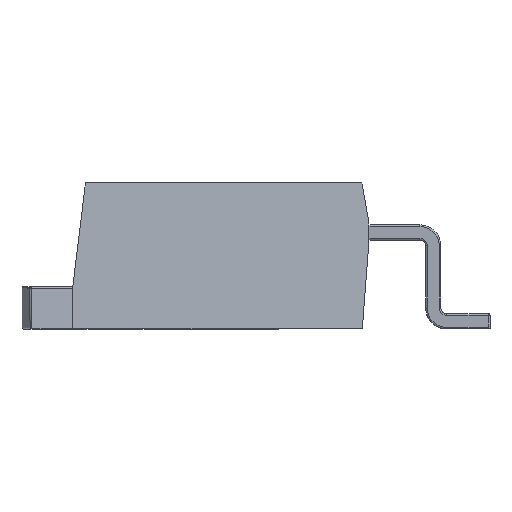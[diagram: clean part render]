
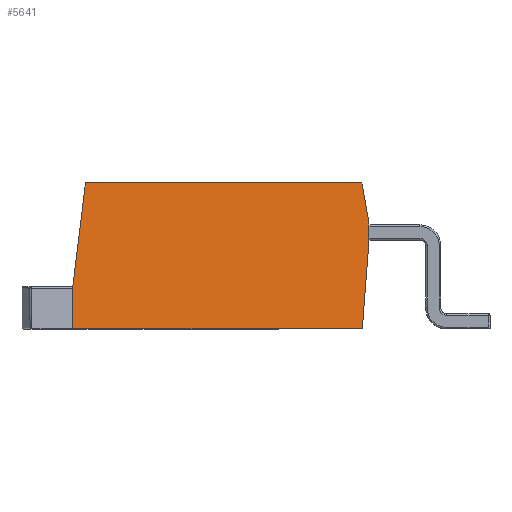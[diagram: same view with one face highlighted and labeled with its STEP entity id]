
A CAD part, left-side view. The second image highlights one B-rep face of the part: STEP entity #5641.
In plain terms, the highlighted planar face has unit normal (-0.994, 0, 0.113).
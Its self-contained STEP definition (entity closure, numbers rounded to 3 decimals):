
#12 = VECTOR ( 'NONE', #1645, 1000. ) ;
#415 = LINE ( 'NONE', #3968, #12 ) ;
#700 = CARTESIAN_POINT ( 'NONE',  ( -4.612, 0., 4.382 ) ) ;
#705 = CARTESIAN_POINT ( 'NONE',  ( -5.112, -4.245, 0. ) ) ;
#832 = ORIENTED_EDGE ( 'NONE', *, *, #2109, .F. ) ;
#954 = EDGE_CURVE ( 'NONE', #17018, #9978, #3204, .T. ) ;
#1466 = CARTESIAN_POINT ( 'NONE',  ( -4.53, -4.107, 5.096 ) ) ;
#1645 = DIRECTION ( 'NONE',  ( 0.113, 0., 0.994 ) ) ;
#1996 = EDGE_CURVE ( 'NONE', #7440, #17018, #15774, .T. ) ;
#2109 = EDGE_CURVE ( 'NONE', #7440, #2215, #415, .T. ) ;
#2165 = CARTESIAN_POINT ( 'NONE',  ( -4.612, 4.064, 4.382 ) ) ;
#2215 = VERTEX_POINT ( 'NONE', #5580 ) ;
#2236 = LINE ( 'NONE', #700, #15961 ) ;
#2396 = LINE ( 'NONE', #15814, #16123 ) ;
#2598 = VERTEX_POINT ( 'NONE', #2165 ) ;
#3204 = LINE ( 'NONE', #8273, #6317 ) ;
#3289 = AXIS2_PLACEMENT_3D ( 'NONE', #12187, #4191, #13531 ) ;
#3968 = CARTESIAN_POINT ( 'NONE',  ( -4.612, 4.445, 4.382 ) ) ;
#4191 = DIRECTION ( 'NONE',  ( 0.994, 0., -0.113 ) ) ;
#4333 = ORIENTED_EDGE ( 'NONE', *, *, #9030, .F. ) ;
#4702 = LINE ( 'NONE', #14397, #14890 ) ;
#5093 = DIRECTION ( 'NONE',  ( -0.113, 0., -0.994 ) ) ;
#5580 = CARTESIAN_POINT ( 'NONE',  ( -4.966, 4.445, 1.281 ) ) ;
#5636 = CARTESIAN_POINT ( 'NONE',  ( -4.808, -4.445, 2.66 ) ) ;
#5641 = ADVANCED_FACE ( 'NONE', ( #16896 ), #10763, .F. ) ;
#6078 = CARTESIAN_POINT ( 'NONE',  ( -4.612, -4.233, 4.382 ) ) ;
#6317 = VECTOR ( 'NONE', #15626, 1000. ) ;
#6404 = ORIENTED_EDGE ( 'NONE', *, *, #1996, .T. ) ;
#6424 = ORIENTED_EDGE ( 'NONE', *, *, #954, .T. ) ;
#6694 = VECTOR ( 'NONE', #10749, 1000. ) ;
#7440 = VERTEX_POINT ( 'NONE', #7949 ) ;
#7949 = CARTESIAN_POINT ( 'NONE',  ( -5.112, 4.445, 0. ) ) ;
#8273 = CARTESIAN_POINT ( 'NONE',  ( -4.65, -4.549, 4.044 ) ) ;
#8335 = EDGE_LOOP ( 'NONE', ( #6404, #6424, #12149, #13340, #4333, #12071, #832 ) ) ;
#9030 = EDGE_CURVE ( 'NONE', #2598, #17036, #2236, .T. ) ;
#9148 = VECTOR ( 'NONE', #17078, 1000. ) ;
#9978 = VERTEX_POINT ( 'NONE', #5636 ) ;
#10749 = DIRECTION ( 'NONE',  ( 0.112, 0.173, 0.979 ) ) ;
#10763 = PLANE ( 'NONE',  #3289 ) ;
#11378 = VERTEX_POINT ( 'NONE', #12805 ) ;
#11694 = EDGE_CURVE ( 'NONE', #11378, #9978, #4702, .T. ) ;
#12071 = ORIENTED_EDGE ( 'NONE', *, *, #12321, .T. ) ;
#12149 = ORIENTED_EDGE ( 'NONE', *, *, #11694, .F. ) ;
#12187 = CARTESIAN_POINT ( 'NONE',  ( -4.612, 0., 4.382 ) ) ;
#12321 = EDGE_CURVE ( 'NONE', #2598, #2215, #2396, .T. ) ;
#12805 = CARTESIAN_POINT ( 'NONE',  ( -4.749, -4.445, 3.181 ) ) ;
#13229 = DIRECTION ( 'NONE',  ( -0.113, 0.121, -0.986 ) ) ;
#13340 = ORIENTED_EDGE ( 'NONE', *, *, #16359, .T. ) ;
#13358 = CARTESIAN_POINT ( 'NONE',  ( -5.112, -4.445, 0. ) ) ;
#13531 = DIRECTION ( 'NONE',  ( 0., -1., 0. ) ) ;
#13771 = LINE ( 'NONE', #1466, #6694 ) ;
#14397 = CARTESIAN_POINT ( 'NONE',  ( -4.612, -4.445, 4.382 ) ) ;
#14890 = VECTOR ( 'NONE', #5093, 1000. ) ;
#15307 = DIRECTION ( 'NONE',  ( 0., -1., 0. ) ) ;
#15626 = DIRECTION ( 'NONE',  ( 0.113, -0.074, 0.991 ) ) ;
#15774 = LINE ( 'NONE', #13358, #9148 ) ;
#15814 = CARTESIAN_POINT ( 'NONE',  ( -4.556, 4.005, 4.867 ) ) ;
#15961 = VECTOR ( 'NONE', #15307, 1000. ) ;
#16123 = VECTOR ( 'NONE', #13229, 1000. ) ;
#16359 = EDGE_CURVE ( 'NONE', #11378, #17036, #13771, .T. ) ;
#16896 = FACE_OUTER_BOUND ( 'NONE', #8335, .T. ) ;
#17018 = VERTEX_POINT ( 'NONE', #705 ) ;
#17036 = VERTEX_POINT ( 'NONE', #6078 ) ;
#17078 = DIRECTION ( 'NONE',  ( 0., -1., 0. ) ) ;
